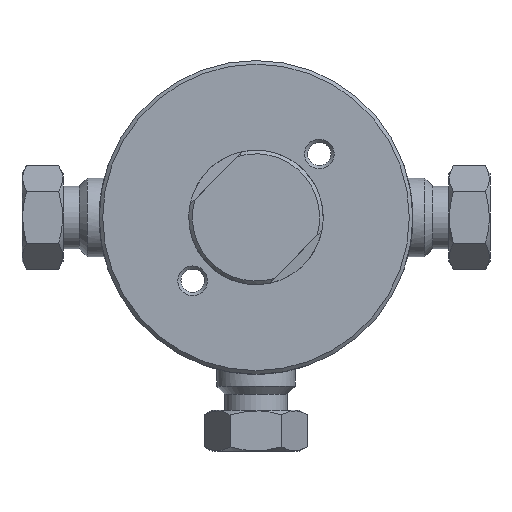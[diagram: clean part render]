
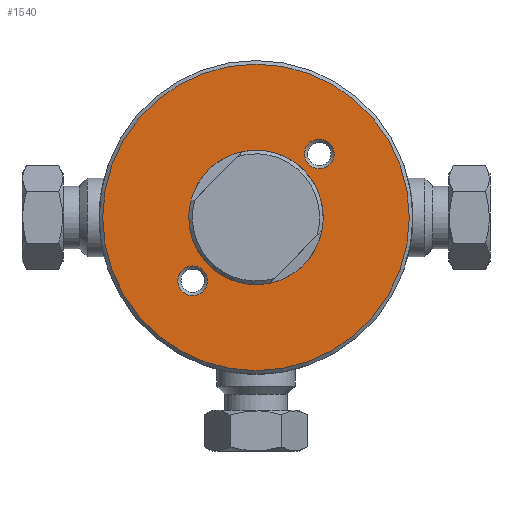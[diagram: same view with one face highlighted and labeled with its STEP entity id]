
A CAD part, left-side view. The second image highlights one B-rep face of the part: STEP entity #1540.
In plain terms, the highlighted planar face has unit normal (-1, 0, 0).
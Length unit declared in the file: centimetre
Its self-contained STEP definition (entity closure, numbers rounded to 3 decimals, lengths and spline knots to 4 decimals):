
#213=FACE_BOUND('',#535,.T.);
#214=FACE_BOUND('',#536,.T.);
#215=FACE_BOUND('',#537,.T.);
#411=FACE_OUTER_BOUND('',#534,.T.);
#534=EDGE_LOOP('',(#1184));
#535=EDGE_LOOP('',(#1185));
#536=EDGE_LOOP('',(#1186));
#537=EDGE_LOOP('',(#1187));
#650=CIRCLE('',#1646,0.9525);
#662=CIRCLE('',#1667,0.21);
#663=CIRCLE('',#1669,0.21);
#667=CIRCLE('',#1678,2.1717);
#766=VERTEX_POINT('',#2499);
#775=VERTEX_POINT('',#2529);
#776=VERTEX_POINT('',#2532);
#780=VERTEX_POINT('',#2545);
#924=EDGE_CURVE('',#766,#766,#650,.T.);
#936=EDGE_CURVE('',#775,#775,#662,.T.);
#937=EDGE_CURVE('',#776,#776,#663,.T.);
#941=EDGE_CURVE('',#780,#780,#667,.T.);
#1184=ORIENTED_EDGE('',*,*,#941,.F.);
#1185=ORIENTED_EDGE('',*,*,#936,.T.);
#1186=ORIENTED_EDGE('',*,*,#937,.T.);
#1187=ORIENTED_EDGE('',*,*,#924,.T.);
#1478=PLANE('',#1679);
#1540=ADVANCED_FACE('',(#411,#213,#214,#215),#1478,.T.);
#1646=AXIS2_PLACEMENT_3D('',#2500,#1889,#1890);
#1667=AXIS2_PLACEMENT_3D('',#2530,#1931,#1932);
#1669=AXIS2_PLACEMENT_3D('',#2533,#1935,#1936);
#1678=AXIS2_PLACEMENT_3D('',#2546,#1953,#1954);
#1679=AXIS2_PLACEMENT_3D('',#2547,#1955,#1956);
#1889=DIRECTION('center_axis',(1.,0.,0.));
#1890=DIRECTION('ref_axis',(0.,1.,0.));
#1931=DIRECTION('center_axis',(1.,0.,0.));
#1932=DIRECTION('ref_axis',(0.,0.,1.));
#1935=DIRECTION('center_axis',(1.,0.,0.));
#1936=DIRECTION('ref_axis',(0.,0.,1.));
#1953=DIRECTION('center_axis',(1.,0.,0.));
#1954=DIRECTION('ref_axis',(0.,-1.,0.));
#1955=DIRECTION('center_axis',(-1.,0.,0.));
#1956=DIRECTION('ref_axis',(0.,0.,1.));
#2499=CARTESIAN_POINT('',(0.986,0.1708,0.5391));
#2500=CARTESIAN_POINT('Origin',(0.986,-0.7817,0.5391));
#2529=CARTESIAN_POINT('',(0.986,0.1163,-0.1489));
#2530=CARTESIAN_POINT('Origin',(0.986,0.1163,-0.3589));
#2532=CARTESIAN_POINT('',(0.986,-1.6798,1.6472));
#2533=CARTESIAN_POINT('Origin',(0.986,-1.6798,1.4372));
#2545=CARTESIAN_POINT('',(0.986,1.39,0.5391));
#2546=CARTESIAN_POINT('Origin',(0.986,-0.7817,0.5391));
#2547=CARTESIAN_POINT('Origin',(0.986,0.8058,0.5391));
